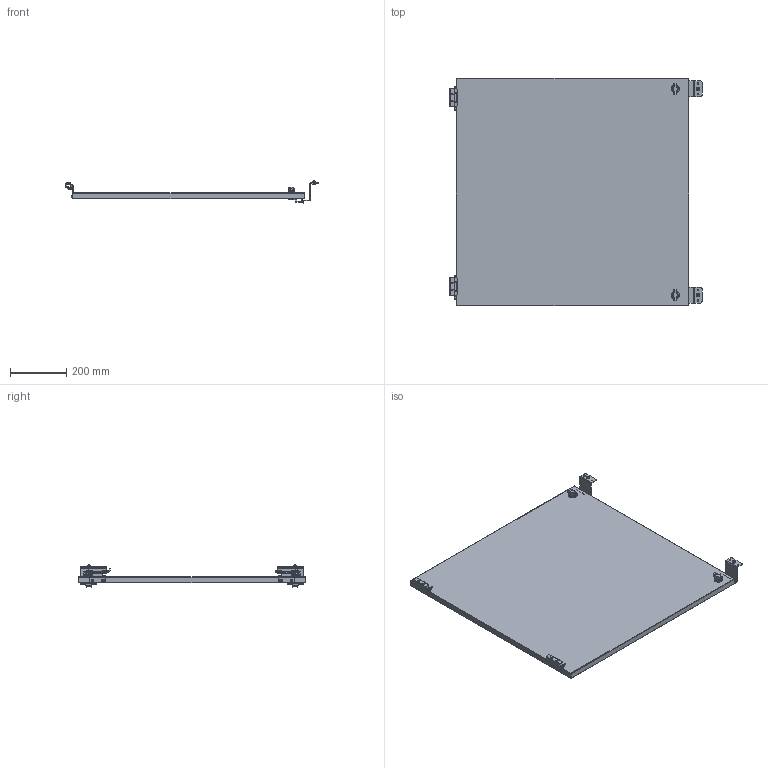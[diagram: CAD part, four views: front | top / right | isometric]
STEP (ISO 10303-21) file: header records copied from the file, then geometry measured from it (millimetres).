
FILE_DESCRIPTION (( 'STEP AP203' ), '1' );
FILE_NAME ('SCE-DF36EL36LP.STEP', '2022-07-26T09:28:36', ( '' ), ( '' ), 'SwSTEP 2.0', 'SolidWorks 2021', '' );
FILE_SCHEMA (( 'CONFIG_CONTROL_DESIGN' ));
Length unit declared in the file: inch
Products named in the file (1): SCE-DF36EL36LP
Bounding box: 900.48 x 812.8 x 78.6 mm (x, y, z)
Volume: 1241445 mm3; surface area: 1578311.1 mm2
Topology: 39 solids, 39 shells, 1125 faces, 2788 edges, 1708 vertices
Faces by surface type: plane 571, cylinder 304, bspline 146, cone 54, torus 42, sphere 8
Full cylindrical faces by diameter (mm): 3.962 x2, 4.013 x8, 4.216 x4, 4.318 x2, 4.775 x8, 4.826 x10, 4.978 x6, 5 x2, 5.08 x4, 5.283 x4, 6.325 x8, 6.35 x8, 8.636 x6, 9.474 x4, 9.9 x2, 10 x2, 11 x2, 12.446 x2, 12.7 x2, 12.8 x2, 16 x4, 16.1 x2, 19.8 x2, 28 x2
Entity records: 37111 total; most frequent: CARTESIAN_POINT 12544, ORIENTED_EDGE 4984, DIRECTION 4768, EDGE_CURVE 2492, AXIS2_PLACEMENT_3D 1726, VERTEX_POINT 1652, EDGE_LOOP 1420, LINE 1316
